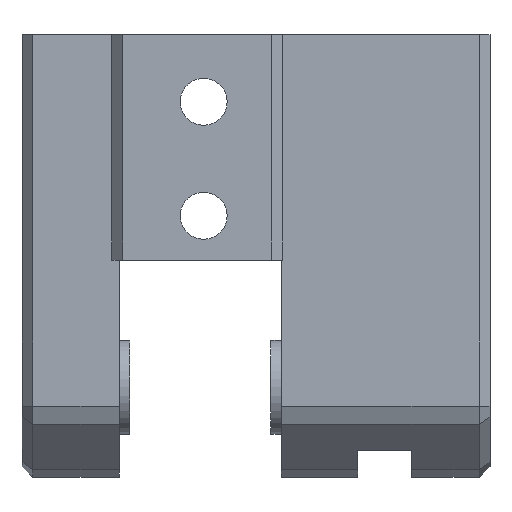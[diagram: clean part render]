
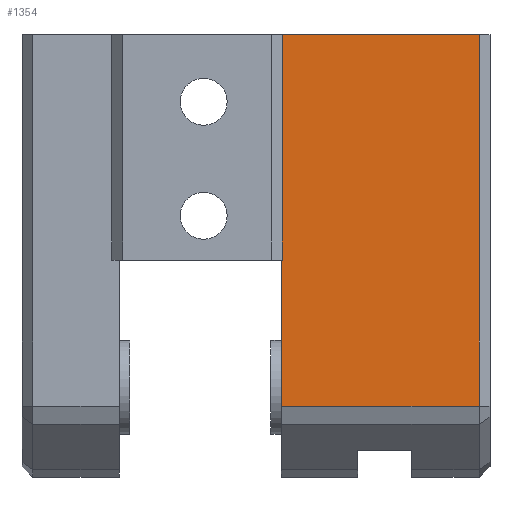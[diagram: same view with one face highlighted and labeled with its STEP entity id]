
A CAD part, left-side view. The second image highlights one B-rep face of the part: STEP entity #1354.
In plain terms, the highlighted planar face has unit normal (-1, 0, 0).
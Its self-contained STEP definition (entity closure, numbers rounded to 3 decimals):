
#535 = VERTEX_POINT('',#536);
#536 = CARTESIAN_POINT('',(0.25,-19.5,33.));
#542 = EDGE_CURVE('',#543,#535,#545,.T.);
#543 = VERTEX_POINT('',#544);
#544 = CARTESIAN_POINT('',(0.25,-34.2,33.));
#545 = LINE('',#546,#547);
#546 = CARTESIAN_POINT('',(0.25,-19.6,33.));
#547 = VECTOR('',#548,1.);
#548 = DIRECTION('',(0.,1.,0.));
#662 = VERTEX_POINT('',#663);
#663 = CARTESIAN_POINT('',(0.25,-19.45,16.2));
#669 = EDGE_CURVE('',#662,#670,#672,.T.);
#670 = VERTEX_POINT('',#671);
#671 = CARTESIAN_POINT('',(0.25,-19.45,5.31));
#672 = LINE('',#673,#674);
#673 = CARTESIAN_POINT('',(0.25,-19.45,4.61));
#674 = VECTOR('',#675,1.);
#675 = DIRECTION('',(-0.,0.,-1.));
#728 = EDGE_CURVE('',#662,#729,#731,.T.);
#729 = VERTEX_POINT('',#730);
#730 = CARTESIAN_POINT('',(0.25,-19.5,16.2));
#731 = LINE('',#732,#733);
#732 = CARTESIAN_POINT('',(0.25,-6.7,16.2));
#733 = VECTOR('',#734,1.);
#734 = DIRECTION('',(0.,-1.,0.));
#944 = VERTEX_POINT('',#945);
#945 = CARTESIAN_POINT('',(0.25,-34.2,5.31));
#951 = EDGE_CURVE('',#670,#944,#952,.T.);
#952 = LINE('',#953,#954);
#953 = CARTESIAN_POINT('',(0.25,-19.45,5.31));
#954 = VECTOR('',#955,1.);
#955 = DIRECTION('',(0.,-1.,0.));
#1325 = EDGE_CURVE('',#944,#543,#1326,.T.);
#1326 = LINE('',#1327,#1328);
#1327 = CARTESIAN_POINT('',(0.25,-34.2,4.51));
#1328 = VECTOR('',#1329,1.);
#1329 = DIRECTION('',(0.,0.,1.));
#1354 = ADVANCED_FACE('',(#1355),#1368,.T.);
#1355 = FACE_BOUND('',#1356,.T.);
#1356 = EDGE_LOOP('',(#1357,#1358,#1364,#1365,#1366,#1367));
#1357 = ORIENTED_EDGE('',*,*,#542,.T.);
#1358 = ORIENTED_EDGE('',*,*,#1359,.F.);
#1359 = EDGE_CURVE('',#729,#535,#1360,.T.);
#1360 = LINE('',#1361,#1362);
#1361 = CARTESIAN_POINT('',(0.25,-19.5,16.2));
#1362 = VECTOR('',#1363,1.);
#1363 = DIRECTION('',(0.,0.,1.));
#1364 = ORIENTED_EDGE('',*,*,#728,.F.);
#1365 = ORIENTED_EDGE('',*,*,#669,.T.);
#1366 = ORIENTED_EDGE('',*,*,#951,.T.);
#1367 = ORIENTED_EDGE('',*,*,#1325,.T.);
#1368 = PLANE('',#1369);
#1369 = AXIS2_PLACEMENT_3D('',#1370,#1371,#1372);
#1370 = CARTESIAN_POINT('',(0.25,-27.235,18.745));
#1371 = DIRECTION('',(-1.,0.,0.));
#1372 = DIRECTION('',(0.,-1.,0.));
